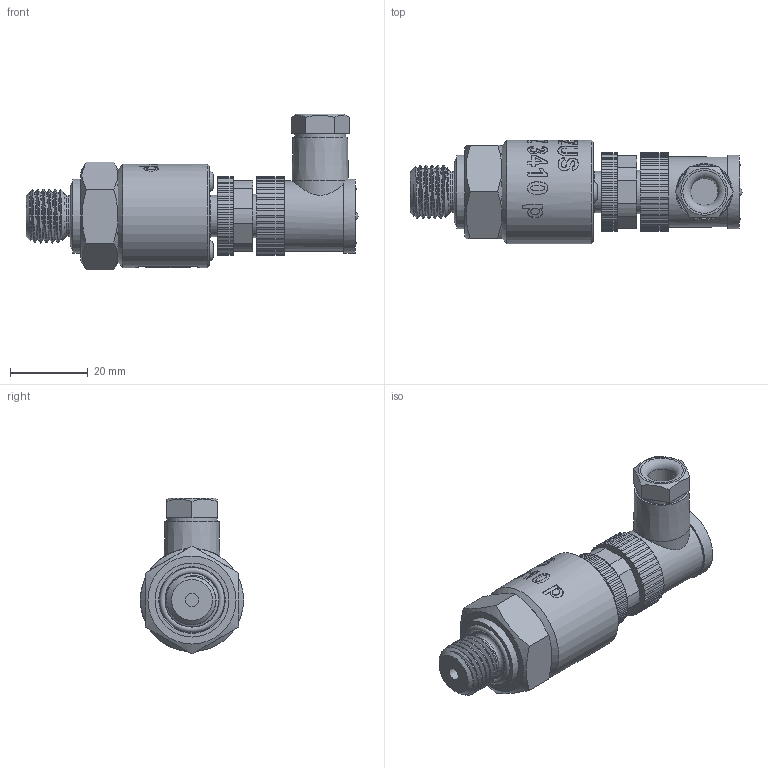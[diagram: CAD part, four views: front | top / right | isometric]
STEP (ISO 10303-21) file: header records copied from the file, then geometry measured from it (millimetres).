
FILE_DESCRIPTION(/* description */ (''),/* implementation_level */ '2;1');
FILE_NAME(/* name */ 'ASZ3410p_4_M12x1-angular.step',/* time_stamp */ '2021-07-19T17:43:03+03:00',/* author */ (''),/* organization */ (''),/* preprocessor_version */ 'ST-DEVELOPER v18.1',/* originating_system */ 'Autodesk Translation Framework v10.9.0.1377',/* authorisation */ '');
FILE_SCHEMA (('AUTOMOTIVE_DESIGN { 1 0 10303 214 3 1 1 }'));
Length unit declared in the file: millimetre
Products named in the file (4): АСЗ 3420(3410) p - filled; M14x1,5 DIN; РП30-27.100.000.060 v9; M12x1 female angular v10
Assembly tree (3 placements, depth 2):
  АСЗ 3420(3410) p - filled
    M14x1,5 DIN
    РП30-27.100.000.060 v9
    M12x1 female angular v10
Bounding box: 85.26 x 26.5 x 40.06 mm (x, y, z)
Volume: 33421.4 mm3; surface area: 13954.6 mm2
Topology: 5 solids, 7 shells, 801 faces, 2163 edges, 1435 vertices
Faces by surface type: bspline 332, cylinder 289, plane 148, cone 17, torus 14, sphere 1
Full cylindrical faces by diameter (mm): 1 x8, 3.3 x1, 4.34 x2, 5.4 x2, 7 x1, 8 x1, 8.2 x1, 9.471 x2, 10.5 x1, 10.6 x2, 10.741 x5, 11.035 x4, 11.156 x1, 11.884 x4, 12.137 x5, 12.152 x4, 13 x2, 13.5 x1, 13.85 x4, 16.7 x1, 18 x2, 19 x2, 22.6 x9, 26.5 x1
Entity records: 37179 total; most frequent: CARTESIAN_POINT 18909, ORIENTED_EDGE 4326, DIRECTION 2858, EDGE_CURVE 2163, VERTEX_POINT 1435, AXIS2_PLACEMENT_3D 1009, EDGE_LOOP 864, LINE 840
